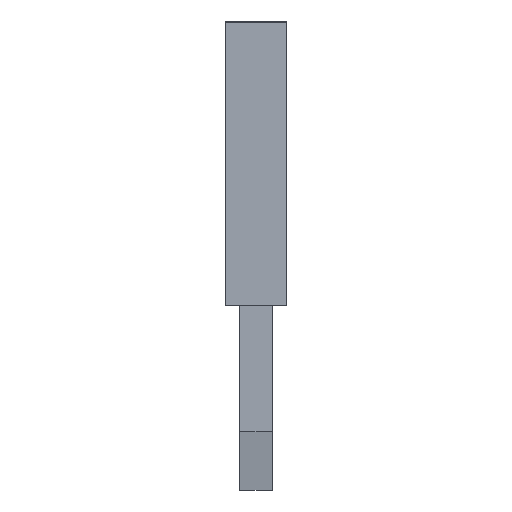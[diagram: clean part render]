
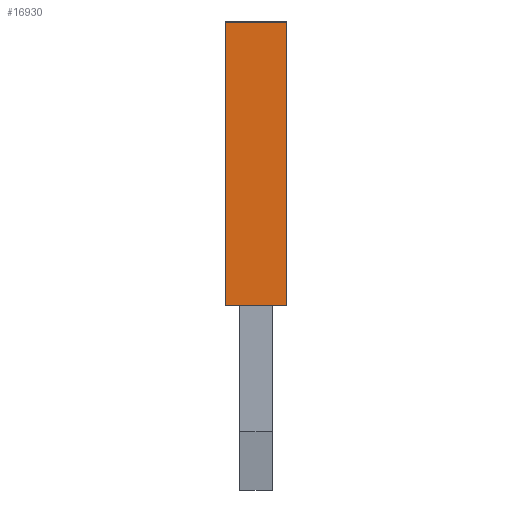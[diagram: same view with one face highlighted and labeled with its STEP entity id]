
A CAD part, left-side view. The second image highlights one B-rep face of the part: STEP entity #16930.
In plain terms, the highlighted face is planar.
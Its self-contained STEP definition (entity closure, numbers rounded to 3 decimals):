
#1400=CARTESIAN_POINT('',(2.607,-23.075,
12.81));
#1410=VERTEX_POINT('',#1400);
#1560=CARTESIAN_POINT('',(5.607,-23.075,
12.81));
#1570=VERTEX_POINT('',#1560);
#1600=CARTESIAN_POINT('',(2.607,-23.075,
12.81));
#1610=DIRECTION('',(1.,0.,0.));
#1620=VECTOR('',#1610,1.);
#1630=LINE('',#1600,#1620);
#1640=EDGE_CURVE('',#1410,#1570,#1630,.T.);
#11940=CARTESIAN_POINT('',(2.607,-12.605,
12.81));
#11950=DIRECTION('',(0.,1.,0.));
#11960=VECTOR('',#11950,1.);
#11970=LINE('',#11940,#11960);
#11980=CARTESIAN_POINT('',(2.607,-9.175,
12.81));
#11990=VERTEX_POINT('',#11980);
#12000=EDGE_CURVE('',#1410,#11990,#11970,.T.);
#16700=CARTESIAN_POINT('',(4.286,-14.121,
12.81));
#16710=DIRECTION('',(0.,0.,1.));
#16720=DIRECTION('',(1.,0.,0.));
#16730=AXIS2_PLACEMENT_3D('',#16700,#16710,#16720);
#16740=PLANE('',#16730);
#16750=ORIENTED_EDGE('',*,*,#12000,.T.);
#16760=ORIENTED_EDGE('',*,*,#1640,.F.);
#16770=CARTESIAN_POINT('',(5.607,-12.605,
12.81));
#16780=DIRECTION('',(0.,1.,0.));
#16790=VECTOR('',#16780,1.);
#16800=LINE('',#16770,#16790);
#16810=CARTESIAN_POINT('',(5.607,-9.175,
12.81));
#16820=VERTEX_POINT('',#16810);
#16830=EDGE_CURVE('',#1570,#16820,#16800,.T.);
#16840=ORIENTED_EDGE('',*,*,#16830,.F.);
#16850=CARTESIAN_POINT('',(2.607,-9.175,
12.81));
#16860=DIRECTION('',(-1.,0.,0.));
#16870=VECTOR('',#16860,1.);
#16880=LINE('',#16850,#16870);
#16890=EDGE_CURVE('',#16820,#11990,#16880,.T.);
#16900=ORIENTED_EDGE('',*,*,#16890,.F.);
#16910=EDGE_LOOP('',(#16900,#16840,#16760,#16750));
#16920=FACE_OUTER_BOUND('',#16910,.T.);
#16930=ADVANCED_FACE('',(#16920),#16740,.F.);
